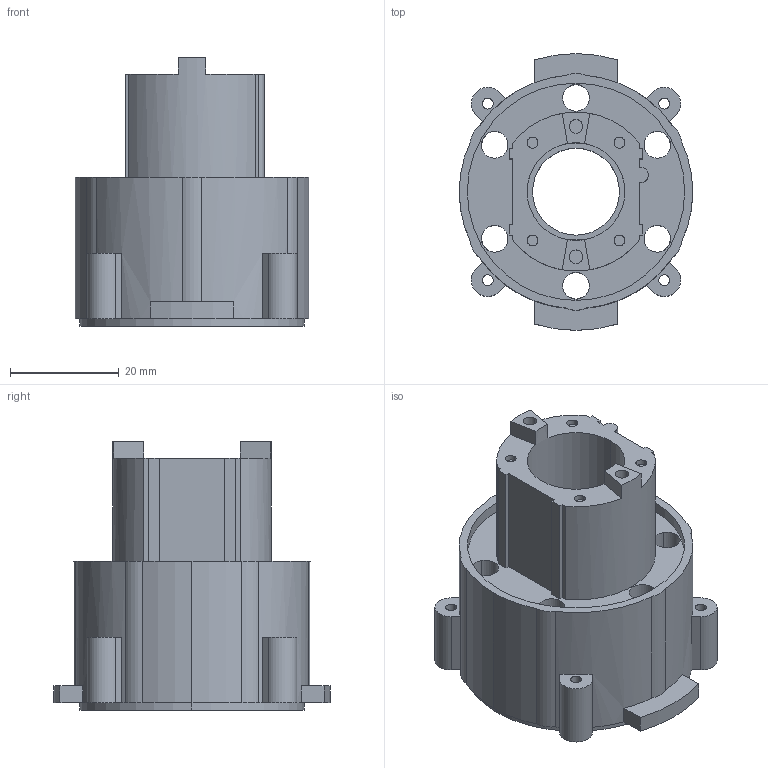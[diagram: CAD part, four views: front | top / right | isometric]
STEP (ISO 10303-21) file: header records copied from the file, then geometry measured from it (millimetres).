
FILE_DESCRIPTION((''),'2;1');
FILE_NAME('transmissionhousing1.stp','2001-12-07T15:51:12',('Administrator'),(''),'Autodesk Inventor (tm) 3.0','Autodesk Inventor (tm) 3.0','');
FILE_SCHEMA(('CONFIG_CONTROL_DESIGN'));
Length unit declared in the file: millimetre
Products named in the file (1): transmissionhousing1
Bounding box: 43 x 50.94 x 49.4 mm (x, y, z)
Volume: 23287 mm3; surface area: 14069.2 mm2
Topology: 1 solids, 1 shells, 133 faces, 382 edges, 256 vertices
Faces by surface type: bspline 51, plane 43, cylinder 39
Entity records: 5031 total; most frequent: CARTESIAN_POINT 1401, ORIENTED_EDGE 764, DIRECTION 730, EDGE_CURVE 382, AXIS2_PLACEMENT_3D 265, VERTEX_POINT 256, VECTOR 200, LINE 200
